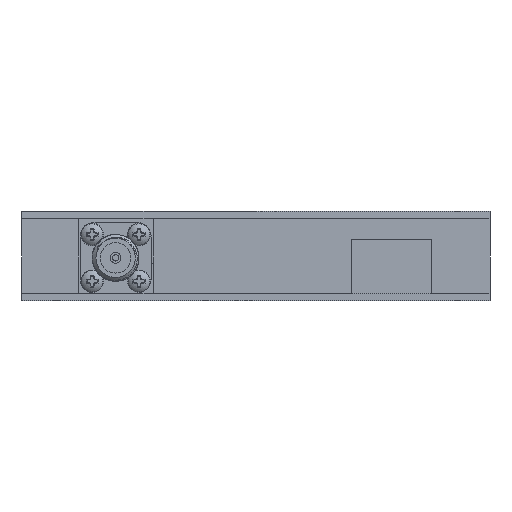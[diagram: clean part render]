
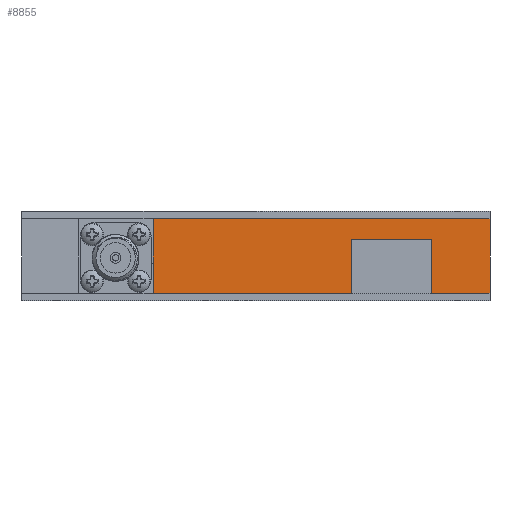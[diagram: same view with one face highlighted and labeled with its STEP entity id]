
A CAD part, left-side view. The second image highlights one B-rep face of the part: STEP entity #8855.
In plain terms, the highlighted planar face has unit normal (-1, 0, 0).
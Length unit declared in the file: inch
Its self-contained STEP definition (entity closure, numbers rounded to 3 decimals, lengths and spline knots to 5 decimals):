
#170 = CARTESIAN_POINT ( 'NONE',  ( -1.25, -0.51, -0.2 ) ) ;
#187 = CARTESIAN_POINT ( 'NONE',  ( -1.25, -0.94, -0.2 ) ) ;
#373 = CARTESIAN_POINT ( 'NONE',  ( -1.25, 0.55, 0.2 ) ) ;
#490 = EDGE_CURVE ( 'NONE', #14985, #1263, #10332, .T. ) ;
#556 = VECTOR ( 'NONE', #16992, 39.37008 ) ;
#597 = CARTESIAN_POINT ( 'NONE',  ( -1.25, -1.25, -0.2 ) ) ;
#716 = VERTEX_POINT ( 'NONE', #13791 ) ;
#725 = LINE ( 'NONE', #6159, #556 ) ;
#915 = ORIENTED_EDGE ( 'NONE', *, *, #11249, .T. ) ;
#1261 = DIRECTION ( 'NONE',  ( 0., 1., 0. ) ) ;
#1263 = VERTEX_POINT ( 'NONE', #13729 ) ;
#2157 = DIRECTION ( 'NONE',  ( 1., 0., 0. ) ) ;
#2824 = DIRECTION ( 'NONE',  ( 0., 0., -1. ) ) ;
#2903 = ORIENTED_EDGE ( 'NONE', *, *, #14357, .F. ) ;
#3123 = ORIENTED_EDGE ( 'NONE', *, *, #490, .F. ) ;
#3661 = CARTESIAN_POINT ( 'NONE',  ( -1.25, -0.51, -0.2 ) ) ;
#3820 = ORIENTED_EDGE ( 'NONE', *, *, #12805, .F. ) ;
#3838 = CARTESIAN_POINT ( 'NONE',  ( -1.25, -1.25, 0.2 ) ) ;
#4286 = VECTOR ( 'NONE', #1261, 39.37008 ) ;
#4303 = CARTESIAN_POINT ( 'NONE',  ( -1.25, -0.51, 0.09 ) ) ;
#4536 = CARTESIAN_POINT ( 'NONE',  ( -1.25, -1.25, 0.2 ) ) ;
#4815 = LINE ( 'NONE', #4536, #9480 ) ;
#5418 = EDGE_CURVE ( 'NONE', #1263, #716, #4815, .T. ) ;
#6159 = CARTESIAN_POINT ( 'NONE',  ( -1.25, 0.55, -0.2 ) ) ;
#6249 = FACE_OUTER_BOUND ( 'NONE', #7800, .T. ) ;
#6287 = VECTOR ( 'NONE', #8903, 39.37008 ) ;
#6509 = DIRECTION ( 'NONE',  ( 0., 0., -1. ) ) ;
#6828 = AXIS2_PLACEMENT_3D ( 'NONE', #3838, #2157, #6509 ) ;
#7254 = DIRECTION ( 'NONE',  ( 0., -1., 0. ) ) ;
#7279 = DIRECTION ( 'NONE',  ( 0., 0., 1. ) ) ;
#7576 = DIRECTION ( 'NONE',  ( 0., -1., 0. ) ) ;
#7800 = EDGE_LOOP ( 'NONE', ( #915, #12536, #3820, #15044, #8634, #8784, #3123, #2903 ) ) ;
#7815 = VECTOR ( 'NONE', #7576, 39.37008 ) ;
#7931 = PLANE ( 'NONE',  #6828 ) ;
#8141 = EDGE_CURVE ( 'NONE', #14682, #16926, #11037, .T. ) ;
#8634 = ORIENTED_EDGE ( 'NONE', *, *, #9413, .T. ) ;
#8784 = ORIENTED_EDGE ( 'NONE', *, *, #5418, .F. ) ;
#8855 = ADVANCED_FACE ( 'NONE', ( #6249 ), #7931, .F. ) ;
#8903 = DIRECTION ( 'NONE',  ( 0., -1., 0. ) ) ;
#9408 = VERTEX_POINT ( 'NONE', #3661 ) ;
#9413 = EDGE_CURVE ( 'NONE', #14682, #716, #15272, .T. ) ;
#9480 = VECTOR ( 'NONE', #9861, 39.37008 ) ;
#9579 = CARTESIAN_POINT ( 'NONE',  ( -1.25, -0.94, -0.2 ) ) ;
#9861 = DIRECTION ( 'NONE',  ( 0., 0., -1. ) ) ;
#10247 = CARTESIAN_POINT ( 'NONE',  ( -1.25, -1.25, 0.2 ) ) ;
#10332 = LINE ( 'NONE', #10247, #6287 ) ;
#10421 = CARTESIAN_POINT ( 'NONE',  ( -1.25, 0.55, -0.2 ) ) ;
#10807 = EDGE_CURVE ( 'NONE', #11175, #9408, #16522, .T. ) ;
#11037 = LINE ( 'NONE', #187, #13187 ) ;
#11086 = VECTOR ( 'NONE', #7254, 39.37008 ) ;
#11175 = VERTEX_POINT ( 'NONE', #4303 ) ;
#11249 = EDGE_CURVE ( 'NONE', #15015, #9408, #13099, .T. ) ;
#12331 = VECTOR ( 'NONE', #2824, 39.37008 ) ;
#12536 = ORIENTED_EDGE ( 'NONE', *, *, #10807, .F. ) ;
#12805 = EDGE_CURVE ( 'NONE', #16926, #11175, #13441, .T. ) ;
#13099 = LINE ( 'NONE', #15773, #7815 ) ;
#13187 = VECTOR ( 'NONE', #7279, 39.37008 ) ;
#13441 = LINE ( 'NONE', #17272, #4286 ) ;
#13729 = CARTESIAN_POINT ( 'NONE',  ( -1.25, -1.25, 0.2 ) ) ;
#13791 = CARTESIAN_POINT ( 'NONE',  ( -1.25, -1.25, -0.2 ) ) ;
#14357 = EDGE_CURVE ( 'NONE', #15015, #14985, #725, .T. ) ;
#14489 = CARTESIAN_POINT ( 'NONE',  ( -1.25, -0.94, 0.09 ) ) ;
#14682 = VERTEX_POINT ( 'NONE', #9579 ) ;
#14985 = VERTEX_POINT ( 'NONE', #373 ) ;
#15015 = VERTEX_POINT ( 'NONE', #10421 ) ;
#15044 = ORIENTED_EDGE ( 'NONE', *, *, #8141, .F. ) ;
#15272 = LINE ( 'NONE', #597, #11086 ) ;
#15773 = CARTESIAN_POINT ( 'NONE',  ( -1.25, -1.25, -0.2 ) ) ;
#16522 = LINE ( 'NONE', #170, #12331 ) ;
#16926 = VERTEX_POINT ( 'NONE', #14489 ) ;
#16992 = DIRECTION ( 'NONE',  ( 0., 0., 1. ) ) ;
#17272 = CARTESIAN_POINT ( 'NONE',  ( -1.25, -0.51, 0.09 ) ) ;
